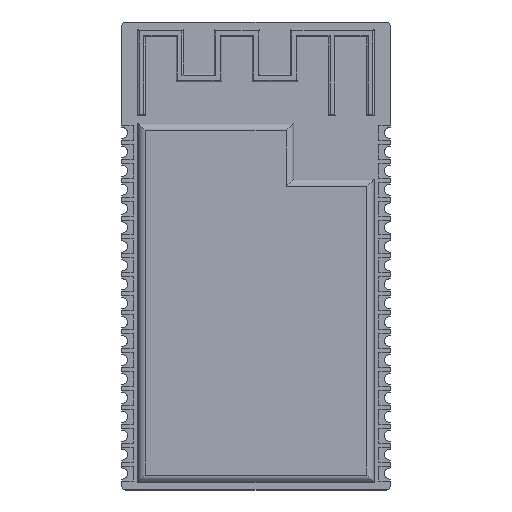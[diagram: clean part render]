
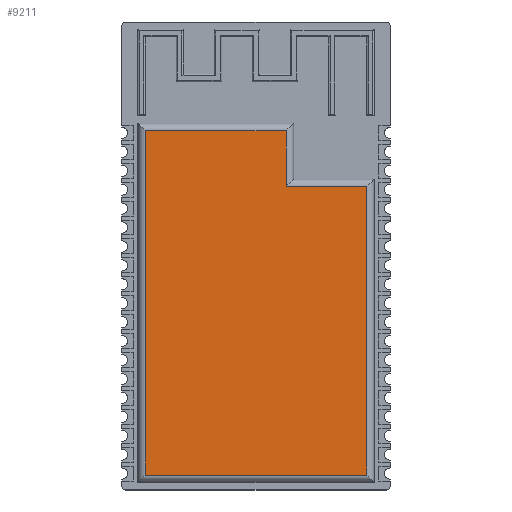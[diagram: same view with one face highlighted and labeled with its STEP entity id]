
A CAD part, top view. The second image highlights one B-rep face of the part: STEP entity #9211.
In plain terms, the highlighted planar face has unit normal (0, 0, 1).
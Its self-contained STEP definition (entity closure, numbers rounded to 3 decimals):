
#9031 = VERTEX_POINT('',#9032);
#9032 = CARTESIAN_POINT('',(7.425,-11.55,3.3));
#9039 = EDGE_CURVE('',#9031,#9040,#9042,.T.);
#9040 = VERTEX_POINT('',#9041);
#9041 = CARTESIAN_POINT('',(-7.425,-11.55,3.3));
#9042 = LINE('',#9043,#9044);
#9043 = CARTESIAN_POINT('',(-3.963,-11.55,3.3));
#9044 = VECTOR('',#9045,1.);
#9045 = DIRECTION('',(-1.,0.,0.));
#9062 = EDGE_CURVE('',#9063,#9031,#9065,.T.);
#9063 = VERTEX_POINT('',#9064);
#9064 = CARTESIAN_POINT('',(7.425,7.8,3.3));
#9065 = LINE('',#9066,#9067);
#9066 = CARTESIAN_POINT('',(7.425,-6.025,3.3));
#9067 = VECTOR('',#9068,1.);
#9068 = DIRECTION('',(0.,-1.,0.));
#9087 = EDGE_CURVE('',#9088,#9063,#9090,.T.);
#9088 = VERTEX_POINT('',#9089);
#9089 = CARTESIAN_POINT('',(2.025,7.8,3.3));
#9090 = LINE('',#9091,#9092);
#9091 = CARTESIAN_POINT('',(3.963,7.8,3.3));
#9092 = VECTOR('',#9093,1.);
#9093 = DIRECTION('',(1.,0.,0.));
#9112 = EDGE_CURVE('',#9113,#9088,#9115,.T.);
#9113 = VERTEX_POINT('',#9114);
#9114 = CARTESIAN_POINT('',(2.025,11.55,3.3));
#9115 = LINE('',#9116,#9117);
#9116 = CARTESIAN_POINT('',(2.025,4.15,3.3));
#9117 = VECTOR('',#9118,1.);
#9118 = DIRECTION('',(0.,-1.,0.));
#9137 = EDGE_CURVE('',#9138,#9113,#9140,.T.);
#9138 = VERTEX_POINT('',#9139);
#9139 = CARTESIAN_POINT('',(-7.425,11.55,3.3));
#9140 = LINE('',#9141,#9142);
#9141 = CARTESIAN_POINT('',(1.263,11.55,3.3));
#9142 = VECTOR('',#9143,1.);
#9143 = DIRECTION('',(1.,0.,0.));
#9164 = EDGE_CURVE('',#9040,#9138,#9165,.T.);
#9165 = LINE('',#9166,#9167);
#9166 = CARTESIAN_POINT('',(-7.425,6.025,3.3));
#9167 = VECTOR('',#9168,1.);
#9168 = DIRECTION('',(0.,1.,0.));
#9211 = ADVANCED_FACE('',(#9212),#9220,.T.);
#9212 = FACE_BOUND('',#9213,.T.);
#9213 = EDGE_LOOP('',(#9214,#9215,#9216,#9217,#9218,#9219));
#9214 = ORIENTED_EDGE('',*,*,#9137,.F.);
#9215 = ORIENTED_EDGE('',*,*,#9164,.F.);
#9216 = ORIENTED_EDGE('',*,*,#9039,.F.);
#9217 = ORIENTED_EDGE('',*,*,#9062,.F.);
#9218 = ORIENTED_EDGE('',*,*,#9087,.F.);
#9219 = ORIENTED_EDGE('',*,*,#9112,.F.);
#9220 = PLANE('',#9221);
#9221 = AXIS2_PLACEMENT_3D('',#9222,#9223,#9224);
#9222 = CARTESIAN_POINT('',(0.,0.,3.3));
#9223 = DIRECTION('',(0.,0.,1.));
#9224 = DIRECTION('',(0.,-1.,0.));
